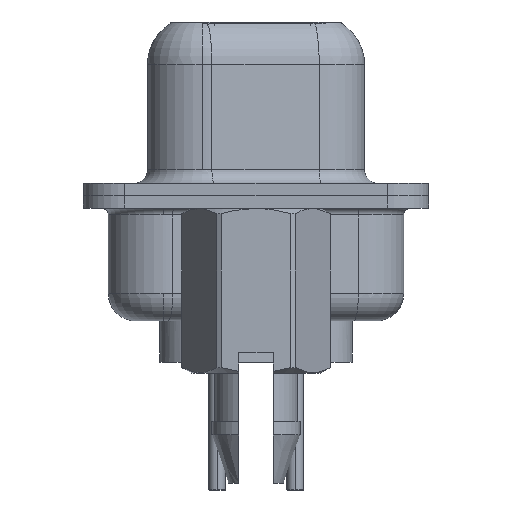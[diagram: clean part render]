
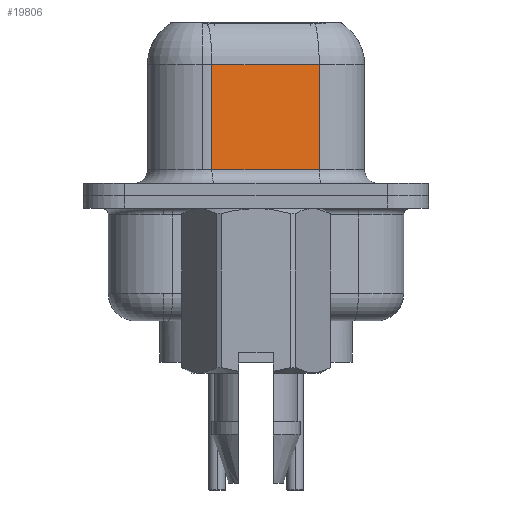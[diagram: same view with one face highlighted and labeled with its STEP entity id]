
A CAD part, left-side view. The second image highlights one B-rep face of the part: STEP entity #19806.
In plain terms, the highlighted planar face has unit normal (-0.985, -0.174, 0).
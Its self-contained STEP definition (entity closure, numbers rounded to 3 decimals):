
#431 = VERTEX_POINT ( 'NONE', #6096 ) ;
#894 = CARTESIAN_POINT ( 'NONE',  ( 4.36, 1.603, 4.77 ) ) ;
#1129 = ORIENTED_EDGE ( 'NONE', *, *, #4279, .T. ) ;
#1404 = AXIS2_PLACEMENT_3D ( 'NONE', #22522, #4488, #9789 ) ;
#1663 = VECTOR ( 'NONE', #10884, 1000. ) ;
#2242 = LINE ( 'NONE', #9377, #1663 ) ;
#3261 = EDGE_CURVE ( 'NONE', #431, #10304, #2242, .T. ) ;
#3318 = CARTESIAN_POINT ( 'NONE',  ( 5.048, -2.297, 0.95 ) ) ;
#3549 = EDGE_CURVE ( 'NONE', #431, #15849, #22270, .T. ) ;
#4241 = CARTESIAN_POINT ( 'NONE',  ( 4.36, 1.603, 0.95 ) ) ;
#4279 = EDGE_CURVE ( 'NONE', #15849, #7997, #11772, .T. ) ;
#4488 = DIRECTION ( 'NONE',  ( 0.985, 0.174, 0. ) ) ;
#4498 = EDGE_CURVE ( 'NONE', #7997, #10304, #7111, .T. ) ;
#6023 = CARTESIAN_POINT ( 'NONE',  ( 5.048, -2.297, 0.95 ) ) ;
#6096 = CARTESIAN_POINT ( 'NONE',  ( 5.048, -2.297, 4.77 ) ) ;
#6871 = VECTOR ( 'NONE', #10588, 1000. ) ;
#7111 = LINE ( 'NONE', #3318, #6871 ) ;
#7997 = VERTEX_POINT ( 'NONE', #4241 ) ;
#8601 = VECTOR ( 'NONE', #22524, 1000. ) ;
#9227 = CARTESIAN_POINT ( 'NONE',  ( 5.048, -2.297, 4.77 ) ) ;
#9377 = CARTESIAN_POINT ( 'NONE',  ( 5.048, -2.297, 6.52 ) ) ;
#9789 = DIRECTION ( 'NONE',  ( -0.174, 0.985, 0. ) ) ;
#10037 = CARTESIAN_POINT ( 'NONE',  ( 4.36, 1.603, 6.52 ) ) ;
#10164 = ORIENTED_EDGE ( 'NONE', *, *, #3261, .F. ) ;
#10304 = VERTEX_POINT ( 'NONE', #6023 ) ;
#10444 = VECTOR ( 'NONE', #11197, 1000. ) ;
#10588 = DIRECTION ( 'NONE',  ( 0.174, -0.985, 0. ) ) ;
#10884 = DIRECTION ( 'NONE',  ( 0., 0., -1. ) ) ;
#11197 = DIRECTION ( 'NONE',  ( -0.174, 0.985, 0. ) ) ;
#11772 = LINE ( 'NONE', #10037, #8601 ) ;
#12605 = ORIENTED_EDGE ( 'NONE', *, *, #3549, .T. ) ;
#14869 = EDGE_LOOP ( 'NONE', ( #10164, #12605, #1129, #21674 ) ) ;
#15849 = VERTEX_POINT ( 'NONE', #894 ) ;
#19806 = ADVANCED_FACE ( 'NONE', ( #22404 ), #20443, .F. ) ;
#20443 = PLANE ( 'NONE',  #1404 ) ;
#21674 = ORIENTED_EDGE ( 'NONE', *, *, #4498, .T. ) ;
#22270 = LINE ( 'NONE', #9227, #10444 ) ;
#22404 = FACE_OUTER_BOUND ( 'NONE', #14869, .T. ) ;
#22522 = CARTESIAN_POINT ( 'NONE',  ( 5.048, -2.297, 6.52 ) ) ;
#22524 = DIRECTION ( 'NONE',  ( 0., 0., -1. ) ) ;
